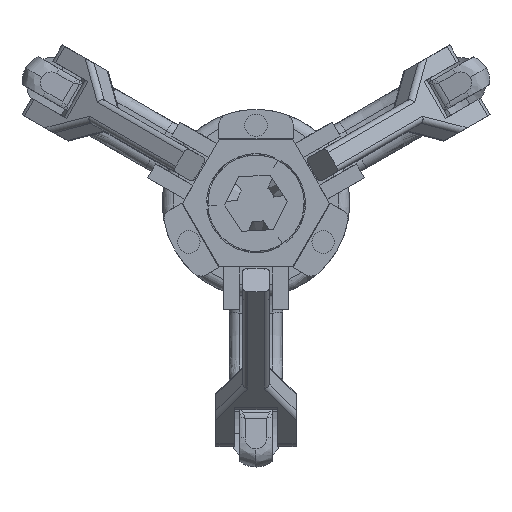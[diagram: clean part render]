
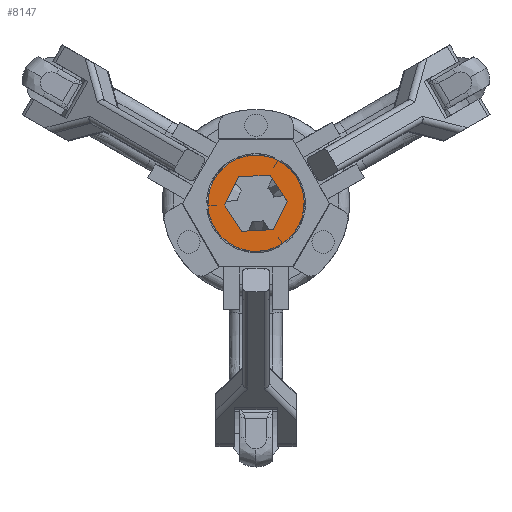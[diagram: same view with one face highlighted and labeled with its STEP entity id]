
A CAD part, left-side view. The second image highlights one B-rep face of the part: STEP entity #8147.
In plain terms, the highlighted planar face has unit normal (-1, 0, 0).
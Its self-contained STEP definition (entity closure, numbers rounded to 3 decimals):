
#248 = VECTOR ( 'NONE', #19532, 1000. ) ;
#397 = VERTEX_POINT ( 'NONE', #15571 ) ;
#1295 = VERTEX_POINT ( 'NONE', #18319 ) ;
#1377 = ORIENTED_EDGE ( 'NONE', *, *, #17233, .F. ) ;
#1666 = CARTESIAN_POINT ( 'NONE',  ( -16., 2.649, -5.26 ) ) ;
#2066 = DIRECTION ( 'NONE',  ( 1., 0., 0. ) ) ;
#2476 = FACE_OUTER_BOUND ( 'NONE', #19350, .T. ) ;
#2539 = EDGE_CURVE ( 'NONE', #5505, #12296, #5337, .T. ) ;
#2639 = ORIENTED_EDGE ( 'NONE', *, *, #17875, .F. ) ;
#2647 = LINE ( 'NONE', #19342, #17667 ) ;
#2691 = ORIENTED_EDGE ( 'NONE', *, *, #17049, .F. ) ;
#3163 = ORIENTED_EDGE ( 'NONE', *, *, #7063, .F. ) ;
#3308 = DIRECTION ( 'NONE',  ( 1., 0., 0. ) ) ;
#3312 = CARTESIAN_POINT ( 'NONE',  ( -16., 2.649, -5.26 ) ) ;
#3364 = VECTOR ( 'NONE', #4787, 1000. ) ;
#3415 = ORIENTED_EDGE ( 'NONE', *, *, #11278, .F. ) ;
#3516 = VERTEX_POINT ( 'NONE', #16962 ) ;
#3789 = DIRECTION ( 'NONE',  ( 0., -1., 0. ) ) ;
#4251 = DIRECTION ( 'NONE',  ( 0., -0.549, -0.836 ) ) ;
#4252 = CARTESIAN_POINT ( 'NONE',  ( -16., -2.649, 5.26 ) ) ;
#4465 = ORIENTED_EDGE ( 'NONE', *, *, #9225, .F. ) ;
#4742 = CARTESIAN_POINT ( 'NONE',  ( -16., -3.231, -4.924 ) ) ;
#4765 = EDGE_CURVE ( 'NONE', #13095, #7688, #17087, .T. ) ;
#4787 = DIRECTION ( 'NONE',  ( 0., 0.45, -0.893 ) ) ;
#5337 = CIRCLE ( 'NONE', #5675, 9. ) ;
#5505 = VERTEX_POINT ( 'NONE', #11777 ) ;
#5675 = AXIS2_PLACEMENT_3D ( 'NONE', #12539, #3308, #12342 ) ;
#5680 = LINE ( 'NONE', #4252, #248 ) ;
#6050 = ORIENTED_EDGE ( 'NONE', *, *, #6332, .F. ) ;
#6332 = EDGE_CURVE ( 'NONE', #7688, #1295, #2647, .T. ) ;
#7046 = FACE_BOUND ( 'NONE', #14309, .T. ) ;
#7063 = EDGE_CURVE ( 'NONE', #3516, #397, #10897, .T. ) ;
#7163 = LINE ( 'NONE', #10199, #9378 ) ;
#7688 = VERTEX_POINT ( 'NONE', #4742 ) ;
#8118 = VERTEX_POINT ( 'NONE', #10290 ) ;
#8147 = ADVANCED_FACE ( 'NONE', ( #7046, #2476 ), #11899, .F. ) ;
#8252 = DIRECTION ( 'NONE',  ( 0., -0.549, -0.836 ) ) ;
#8772 = CARTESIAN_POINT ( 'NONE',  ( -16., 0., 0. ) ) ;
#8920 = CARTESIAN_POINT ( 'NONE',  ( -16., 3.231, 4.924 ) ) ;
#9225 = EDGE_CURVE ( 'NONE', #19541, #16998, #5680, .T. ) ;
#9378 = VECTOR ( 'NONE', #10302, 1000. ) ;
#9538 = DIRECTION ( 'NONE',  ( 1., 0., 0. ) ) ;
#9556 = VECTOR ( 'NONE', #15192, 1000. ) ;
#9935 = AXIS2_PLACEMENT_3D ( 'NONE', #15933, #2066, #8252 ) ;
#10151 = DIRECTION ( 'NONE',  ( 0., -0.45, 0.893 ) ) ;
#10199 = CARTESIAN_POINT ( 'NONE',  ( -16., -5.879, 0.336 ) ) ;
#10284 = AXIS2_PLACEMENT_3D ( 'NONE', #8772, #13121, #3789 ) ;
#10290 = CARTESIAN_POINT ( 'NONE',  ( -16., 5.879, -0.336 ) ) ;
#10302 = DIRECTION ( 'NONE',  ( 0., 0.549, 0.836 ) ) ;
#10565 = EDGE_CURVE ( 'NONE', #397, #5505, #11296, .T. ) ;
#10897 = CIRCLE ( 'NONE', #9935, 9. ) ;
#11278 = EDGE_CURVE ( 'NONE', #1295, #19541, #7163, .T. ) ;
#11296 = CIRCLE ( 'NONE', #13560, 9. ) ;
#11650 = ORIENTED_EDGE ( 'NONE', *, *, #10565, .F. ) ;
#11777 = CARTESIAN_POINT ( 'NONE',  ( -16., 8.985, -0.514 ) ) ;
#11845 = CARTESIAN_POINT ( 'NONE',  ( -16., 0., 0. ) ) ;
#11899 = PLANE ( 'NONE',  #10284 ) ;
#12296 = VERTEX_POINT ( 'NONE', #19033 ) ;
#12342 = DIRECTION ( 'NONE',  ( 0., -0.549, -0.836 ) ) ;
#12539 = CARTESIAN_POINT ( 'NONE',  ( -16., 0., 0. ) ) ;
#12580 = CARTESIAN_POINT ( 'NONE',  ( -16., 3.231, 4.924 ) ) ;
#13095 = VERTEX_POINT ( 'NONE', #1666 ) ;
#13121 = DIRECTION ( 'NONE',  ( 1., 0., 0. ) ) ;
#13560 = AXIS2_PLACEMENT_3D ( 'NONE', #13888, #9538, #14185 ) ;
#13723 = AXIS2_PLACEMENT_3D ( 'NONE', #11845, #14985, #4251 ) ;
#13888 = CARTESIAN_POINT ( 'NONE',  ( -16., 0., 0. ) ) ;
#14185 = DIRECTION ( 'NONE',  ( 0., -0.549, -0.836 ) ) ;
#14193 = LINE ( 'NONE', #12580, #3364 ) ;
#14309 = EDGE_LOOP ( 'NONE', ( #2639, #4465, #3415, #6050, #18192, #1377 ) ) ;
#14535 = CARTESIAN_POINT ( 'NONE',  ( -16., 5.879, -0.336 ) ) ;
#14985 = DIRECTION ( 'NONE',  ( 1., 0., 0. ) ) ;
#15192 = DIRECTION ( 'NONE',  ( 0., -0.998, 0.057 ) ) ;
#15336 = VECTOR ( 'NONE', #16043, 1000. ) ;
#15571 = CARTESIAN_POINT ( 'NONE',  ( -16., -4.937, -7.525 ) ) ;
#15640 = CIRCLE ( 'NONE', #13723, 9. ) ;
#15933 = CARTESIAN_POINT ( 'NONE',  ( -16., 0., 0. ) ) ;
#16043 = DIRECTION ( 'NONE',  ( 0., -0.549, -0.836 ) ) ;
#16509 = ORIENTED_EDGE ( 'NONE', *, *, #2539, .F. ) ;
#16962 = CARTESIAN_POINT ( 'NONE',  ( -16., -4.048, 8.038 ) ) ;
#16998 = VERTEX_POINT ( 'NONE', #8920 ) ;
#17049 = EDGE_CURVE ( 'NONE', #12296, #3516, #15640, .T. ) ;
#17087 = LINE ( 'NONE', #3312, #9556 ) ;
#17233 = EDGE_CURVE ( 'NONE', #8118, #13095, #17769, .T. ) ;
#17667 = VECTOR ( 'NONE', #10151, 1000. ) ;
#17708 = CARTESIAN_POINT ( 'NONE',  ( -16., -2.649, 5.26 ) ) ;
#17769 = LINE ( 'NONE', #14535, #15336 ) ;
#17875 = EDGE_CURVE ( 'NONE', #16998, #8118, #14193, .T. ) ;
#18192 = ORIENTED_EDGE ( 'NONE', *, *, #4765, .F. ) ;
#18319 = CARTESIAN_POINT ( 'NONE',  ( -16., -5.879, 0.336 ) ) ;
#19033 = CARTESIAN_POINT ( 'NONE',  ( -16., 4.937, 7.525 ) ) ;
#19342 = CARTESIAN_POINT ( 'NONE',  ( -16., -3.231, -4.924 ) ) ;
#19350 = EDGE_LOOP ( 'NONE', ( #11650, #3163, #2691, #16509 ) ) ;
#19532 = DIRECTION ( 'NONE',  ( 0., 0.998, -0.057 ) ) ;
#19541 = VERTEX_POINT ( 'NONE', #17708 ) ;
